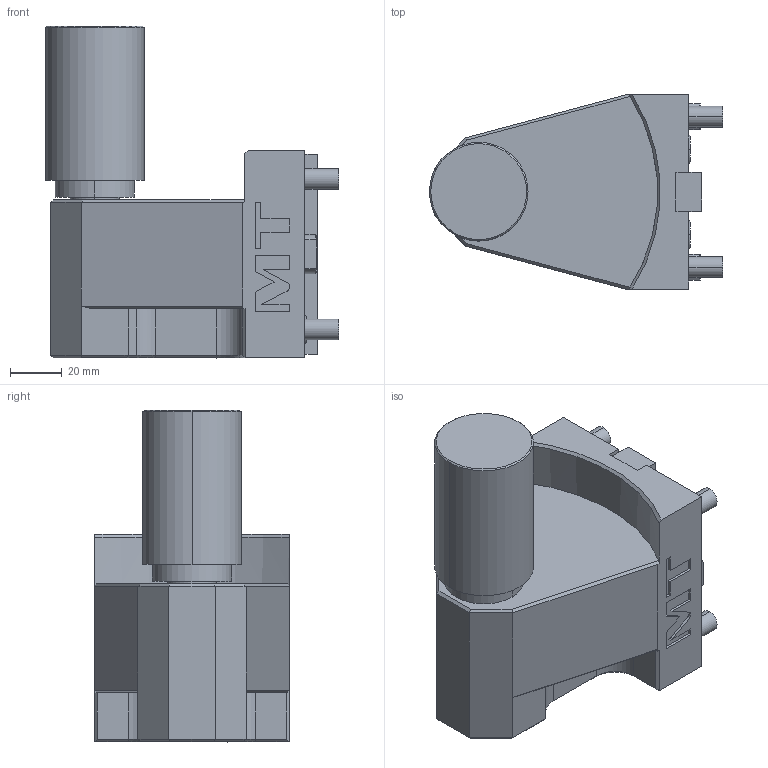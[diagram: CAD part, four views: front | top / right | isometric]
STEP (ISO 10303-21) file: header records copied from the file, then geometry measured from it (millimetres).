
FILE_DESCRIPTION((''),'2;1');
FILE_NAME('DWO1900100_CONF','2023-04-28T10:54:10',('gvalli'),('M.T. srl'),'CREO PARAMETRIC BY PTC INC, 2021072','CREO PARAMETRIC BY PTC INC, 2021072','');
FILE_SCHEMA(('CONFIG_CONTROL_DESIGN'));
Length unit declared in the file: millimetre
Products named in the file (1): DWO1900100_CONF
Bounding box: 113 x 75 x 128 mm (x, y, z)
Volume: 426930 mm3; surface area: 47171.8 mm2
Topology: 1 solids, 1 shells, 162 faces, 405 edges, 260 vertices
Faces by surface type: plane 118, cylinder 25, cone 11, torus 4, extrusion 4
Entity records: 4871 total; most frequent: CARTESIAN_POINT 950, ORIENTED_EDGE 810, DIRECTION 770, EDGE_CURVE 405, VECTOR 316, LINE 312, VERTEX_POINT 260, AXIS2_PLACEMENT_3D 227
